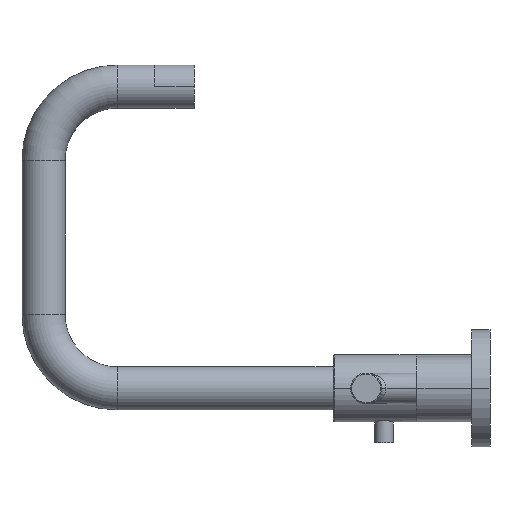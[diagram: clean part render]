
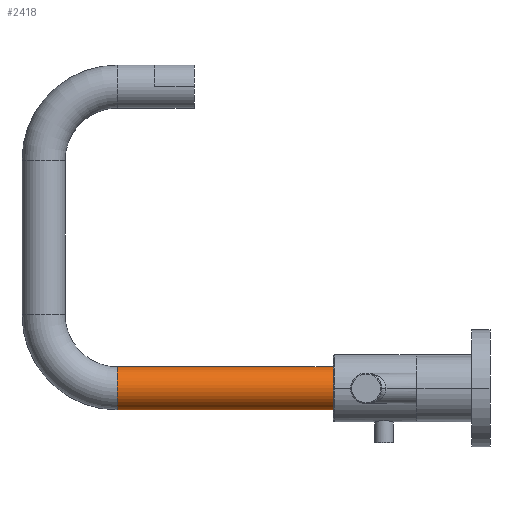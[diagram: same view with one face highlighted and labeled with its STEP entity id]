
A CAD part, left-side view. The second image highlights one B-rep face of the part: STEP entity #2418.
In plain terms, the highlighted cylindrical face has radius 11.113 mm (diameter 22.225 mm), a partial arc.
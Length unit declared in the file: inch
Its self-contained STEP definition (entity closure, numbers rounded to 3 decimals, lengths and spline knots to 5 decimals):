
#1972=CARTESIAN_POINT('',(0.,3.185,0.));
#1973=DIRECTION('',(0.,1.,0.));
#1974=DIRECTION('',(0.,0.,-1.));
#1975=AXIS2_PLACEMENT_3D('',#1972,#1973,#1974);
#1992=DIRECTION('',(0.,1.,0.));
#1993=VECTOR('',#1992,4.3745);
#1994=CARTESIAN_POINT('',(0.,3.185,0.4375));
#1995=LINE('',#1994,#1993);
#1996=DIRECTION('',(0.,1.,0.));
#1997=VECTOR('',#1996,4.3745);
#1998=CARTESIAN_POINT('',(0.,3.185,-0.4375));
#1999=LINE('',#1998,#1997);
#2000=CARTESIAN_POINT('',(0.,7.5595,0.));
#2001=DIRECTION('',(0.,-1.,0.));
#2002=DIRECTION('',(0.,0.,1.));
#2003=AXIS2_PLACEMENT_3D('',#2000,#2001,#2002);
#2160=CARTESIAN_POINT('',(0.,7.5595,-0.4375));
#2161=CARTESIAN_POINT('',(0.,7.5595,0.4375));
#2162=VERTEX_POINT('',#2160);
#2163=VERTEX_POINT('',#2161);
#2168=CARTESIAN_POINT('',(0.,3.185,0.4375));
#2169=CARTESIAN_POINT('',(0.,3.185,-0.4375));
#2170=VERTEX_POINT('',#2168);
#2171=VERTEX_POINT('',#2169);
#2406=CARTESIAN_POINT('',(0.,2.685,0.));
#2407=DIRECTION('',(0.,1.,0.));
#2408=DIRECTION('',(0.,0.,1.));
#2409=AXIS2_PLACEMENT_3D('',#2406,#2407,#2408);
#2410=CYLINDRICAL_SURFACE('',#2409,0.4375);
#2411=ORIENTED_EDGE('',*,*,#2372,.F.);
#2412=ORIENTED_EDGE('',*,*,#2401,.T.);
#2414=ORIENTED_EDGE('',*,*,#2413,.F.);
#2415=ORIENTED_EDGE('',*,*,#2397,.F.);
#2416=EDGE_LOOP('',(#2411,#2412,#2414,#2415));
#2417=FACE_OUTER_BOUND('',#2416,.F.);
#2418=ADVANCED_FACE('',(#2417),#2410,.T.);
#1976=CIRCLE('',#1975,0.4375);
#2004=CIRCLE('',#2003,0.4375);
#2372=EDGE_CURVE('',#2171,#2170,#1976,.T.);
#2397=EDGE_CURVE('',#2170,#2163,#1995,.T.);
#2401=EDGE_CURVE('',#2171,#2162,#1999,.T.);
#2413=EDGE_CURVE('',#2163,#2162,#2004,.T.);
